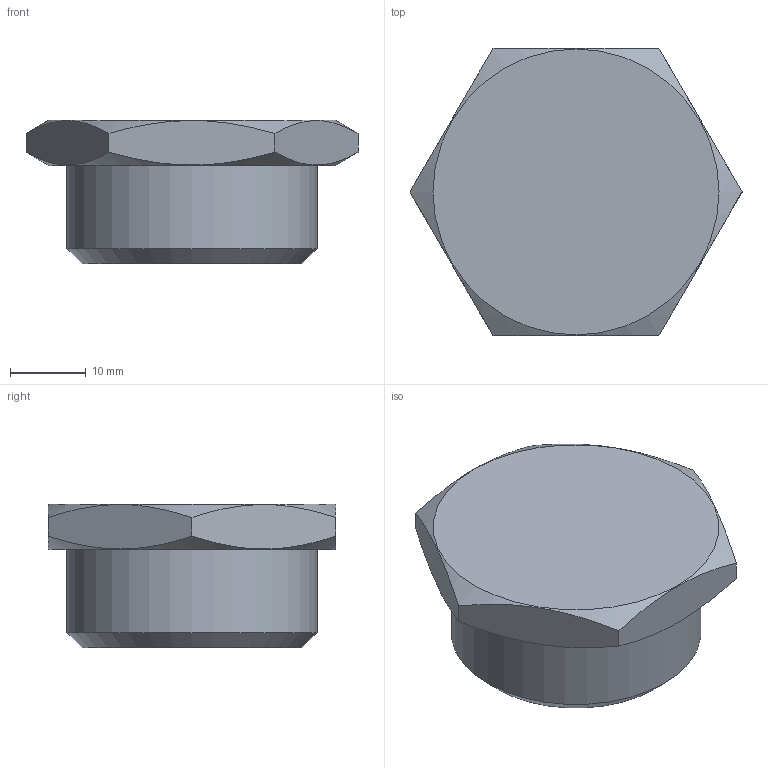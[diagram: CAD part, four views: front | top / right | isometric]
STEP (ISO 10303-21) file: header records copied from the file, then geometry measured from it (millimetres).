
FILE_DESCRIPTION( ( 'STEP AP214' ), '1' );
FILE_NAME( 'psolqas_8468_30.stp', '2021-03-04T17:28:26', ( 'License CC BY-ND 4.0' ), ( 'CADENAS' ), ' ', 'PARTsolutions', ' ' );
FILE_SCHEMA( ( 'AUTOMOTIVE_DESIGN { 1 0 10303 214 1 1 1 1 }' ) );
Length unit declared in the file: metre
Products named in the file (1): 37205300.stp
Bounding box: 43.88 x 38 x 19 mm (x, y, z)
Volume: 9392.6 mm3; surface area: 5652.1 mm2
Topology: 1 solids, 1 shells, 17 faces, 35 edges, 22 vertices
Faces by surface type: plane 10, cone 5, cylinder 2
Full cylindrical faces by diameter (mm): 26.7 x1, 33.05 x1
Entity records: 626 total; most frequent: CARTESIAN_POINT 162, DIRECTION 60, ORIENTED_EDGE 54, AXIS2_PLACEMENT_3D 27, EDGE_CURVE 27, EDGE_LOOP 26, VERTEX_POINT 21, FACE_OUTER_BOUND 19
